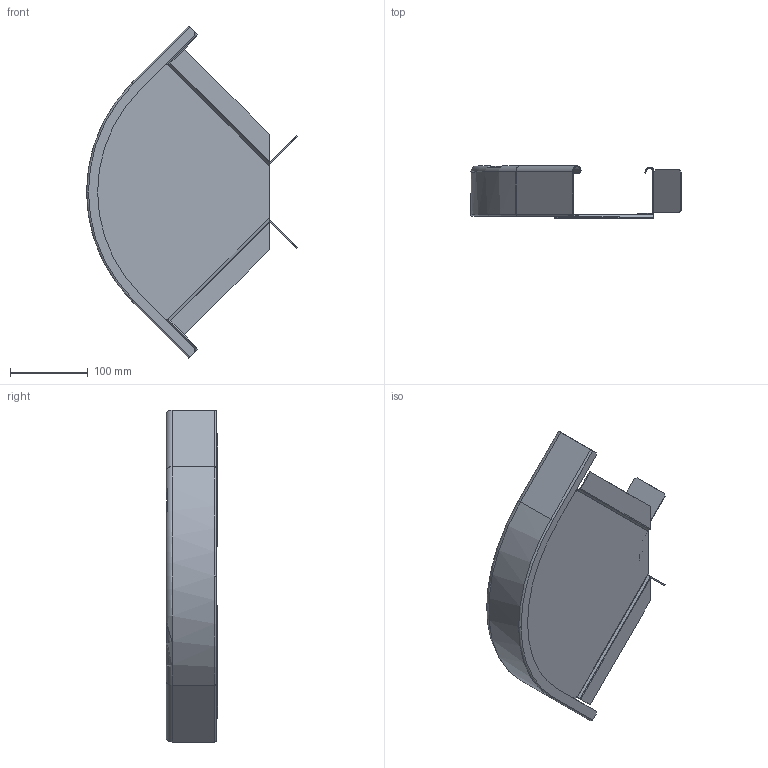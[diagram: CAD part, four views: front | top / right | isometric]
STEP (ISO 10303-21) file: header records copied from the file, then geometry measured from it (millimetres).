
FILE_DESCRIPTION((''),'2;1');
FILE_NAME('6043224_ORG_ASM','2012-06-21T',('AndreasKeweloh'),(''),'PRO/ENGINEER BY PARAMETRIC TECHNOLOGY CORPORATION, 2012060','PRO/ENGINEER BY PARAMETRIC TECHNOLOGY CORPORATION, 2012060','');
FILE_SCHEMA(('CONFIG_CONTROL_DESIGN'));
Length unit declared in the file: millimetre
Products named in the file (6): WINKELVERBINDER; WINKELVERBINDER-60_ASM; AUSSENHOLM-60-200; BODENBLECH-90_S_0-200; BOGEN-90_S_0-60X200_ASM; 6043224_ORG_ASM
Assembly tree (5 placements, depth 4):
  6043224_ORG_ASM
    BOGEN-90_S_0-60X200_ASM
      WINKELVERBINDER-60_ASM
        WINKELVERBINDER
      AUSSENHOLM-60-200
      BODENBLECH-90_S_0-200
Bounding box: 270.46 x 66.75 x 426.39 mm (x, y, z)
Volume: 134517.8 mm3; surface area: 242673.5 mm2
Topology: 3 solids, 3 shells, 135 faces, 353 edges, 221 vertices
Faces by surface type: plane 71, cylinder 39, bspline 14, torus 6, cone 5
Entity records: 5294 total; most frequent: CARTESIAN_POINT 1882, ORIENTED_EDGE 700, DIRECTION 669, EDGE_CURVE 350, VECTOR 237, LINE 237, VERTEX_POINT 221, AXIS2_PLACEMENT_3D 216
